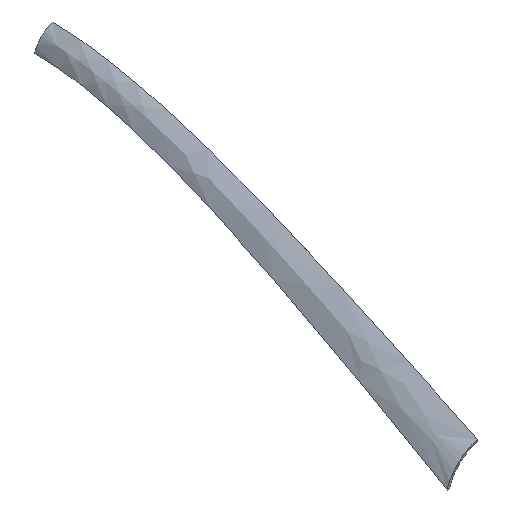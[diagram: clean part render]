
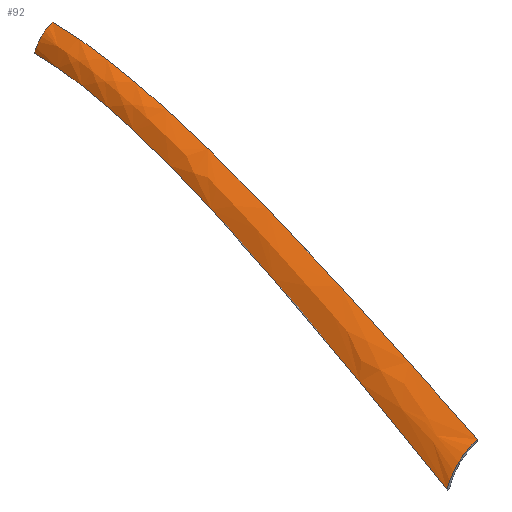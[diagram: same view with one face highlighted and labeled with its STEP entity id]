
A CAD part, isometric view. The second image highlights one B-rep face of the part: STEP entity #92.
In plain terms, the highlighted free-form (B-spline) face has degree [3, 3] with [6, 4] control points.
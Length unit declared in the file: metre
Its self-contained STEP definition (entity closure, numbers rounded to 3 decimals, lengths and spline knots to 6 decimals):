
#24=B_SPLINE_CURVE_WITH_KNOTS('',3,(#190,#191,#192,#193),.UNSPECIFIED.,
 .F.,.F.,(4,4),(0.,1.),.PIECEWISE_BEZIER_KNOTS.);
#25=B_SPLINE_CURVE_WITH_KNOTS('',3,(#222,#223,#224,#225),.UNSPECIFIED.,
 .F.,.F.,(4,4),(0.,1.),.PIECEWISE_BEZIER_KNOTS.);
#34=ORIENTED_EDGE('',*,*,#55,.T.);
#35=ORIENTED_EDGE('',*,*,#57,.F.);
#36=ORIENTED_EDGE('',*,*,#58,.F.);
#37=ORIENTED_EDGE('',*,*,#59,.T.);
#55=EDGE_CURVE('',#67,#66,#24,.T.);
#57=EDGE_CURVE('',#68,#66,#72,.T.);
#58=EDGE_CURVE('',#69,#68,#25,.T.);
#59=EDGE_CURVE('',#69,#67,#73,.T.);
#66=VERTEX_POINT('',#189);
#67=VERTEX_POINT('',#194);
#68=VERTEX_POINT('',#221);
#69=VERTEX_POINT('',#226);
#72=CIRCLE('',#111,0.019573);
#73=CIRCLE('',#112,0.013591);
#76=EDGE_LOOP('',(#34,#35,#36,#37));
#82=FACE_BOUND('',#76,.T.);
#88=B_SPLINE_SURFACE_WITH_KNOTS('',3,3,((#196,#197,#198,#199),(#200,#201,
#202,#203),(#204,#205,#206,#207),(#208,#209,#210,#211),(#212,#213,#214,
#215),(#216,#217,#218,#219)),.UNSPECIFIED.,.F.,.F.,.F.,(4,2,4),(4,4),(0.,
0.5,1.),(0.,1.006),.UNSPECIFIED.);
#92=ADVANCED_FACE('',(#82),#88,.T.);
#111=AXIS2_PLACEMENT_3D('',#220,#123,#124);
#112=AXIS2_PLACEMENT_3D('',#227,#125,#126);
#123=DIRECTION('',(0.,-1.,0.));
#124=DIRECTION('',(0.,0.,-1.));
#125=DIRECTION('',(0.,-1.,0.));
#126=DIRECTION('',(0.,0.,-1.));
#189=CARTESIAN_POINT('',(-0.018893,-0.508,-0.012184));
#190=CARTESIAN_POINT('',(-0.058267,-0.358602,0.105861));
#191=CARTESIAN_POINT('',(-0.058267,-0.409903,0.105861));
#192=CARTESIAN_POINT('',(-0.03858,-0.458951,0.046839));
#193=CARTESIAN_POINT('',(-0.018893,-0.508,-0.012184));
#194=CARTESIAN_POINT('',(-0.058267,-0.358602,0.105861));
#196=CARTESIAN_POINT('',(-0.05004,-0.358602,0.114088));
#197=CARTESIAN_POINT('',(-0.05004,-0.410156,0.114088));
#198=CARTESIAN_POINT('',(-0.027208,-0.459513,0.056808));
#199=CARTESIAN_POINT('',(-0.004512,-0.508883,-0.000133));
#200=CARTESIAN_POINT('',(-0.051927,-0.358602,0.113414));
#201=CARTESIAN_POINT('',(-0.051927,-0.410156,0.113414));
#202=CARTESIAN_POINT('',(-0.029778,-0.459513,0.056072));
#203=CARTESIAN_POINT('',(-0.007759,-0.508883,-0.00093));
#204=CARTESIAN_POINT('',(-0.053662,-0.358602,0.112317));
#205=CARTESIAN_POINT('',(-0.053662,-0.41017,0.112317));
#206=CARTESIAN_POINT('',(-0.032165,-0.45952,0.054701));
#207=CARTESIAN_POINT('',(-0.010795,-0.508883,-0.002574));
#208=CARTESIAN_POINT('',(-0.056496,-0.358602,0.109483));
#209=CARTESIAN_POINT('',(-0.056496,-0.410197,0.109483));
#210=CARTESIAN_POINT('',(-0.036028,-0.459533,0.050997));
#211=CARTESIAN_POINT('',(-0.015681,-0.508883,-0.007141));
#212=CARTESIAN_POINT('',(-0.057593,-0.358602,0.107748));
#213=CARTESIAN_POINT('',(-0.057593,-0.410211,0.107748));
#214=CARTESIAN_POINT('',(-0.0375,-0.45954,0.048669));
#215=CARTESIAN_POINT('',(-0.017525,-0.508883,-0.01006));
#216=CARTESIAN_POINT('',(-0.058267,-0.358602,0.105861));
#217=CARTESIAN_POINT('',(-0.058267,-0.410211,0.105861));
#218=CARTESIAN_POINT('',(-0.038344,-0.45954,0.04613));
#219=CARTESIAN_POINT('',(-0.018539,-0.508883,-0.013247));
#220=CARTESIAN_POINT('',(-0.000242,-0.508,-0.018121));
#221=CARTESIAN_POINT('',(-0.004918,-0.508,0.000885));
#222=CARTESIAN_POINT('',(-0.05004,-0.358602,0.114088));
#223=CARTESIAN_POINT('',(-0.05004,-0.409848,0.114088));
#224=CARTESIAN_POINT('',(-0.027479,-0.458924,0.057487));
#225=CARTESIAN_POINT('',(-0.004918,-0.508,0.000885));
#226=CARTESIAN_POINT('',(-0.05004,-0.358602,0.114088));
#227=CARTESIAN_POINT('',(-0.045468,-0.358602,0.101289));
